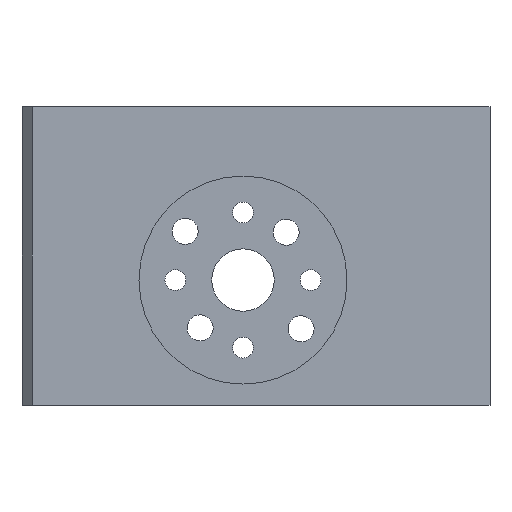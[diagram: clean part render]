
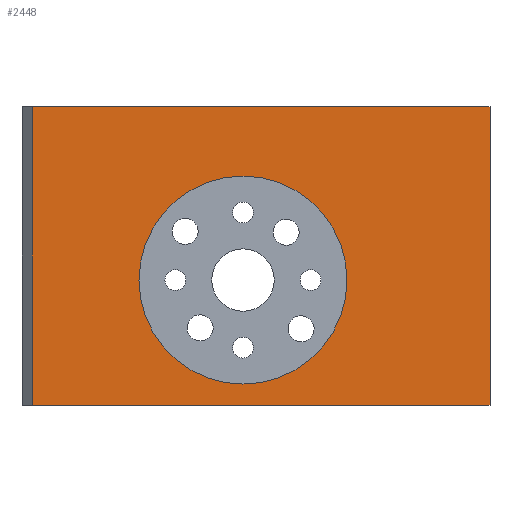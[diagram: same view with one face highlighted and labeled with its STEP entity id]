
A CAD part, left-side view. The second image highlights one B-rep face of the part: STEP entity #2448.
In plain terms, the highlighted planar face has unit normal (-1, 0, 0).
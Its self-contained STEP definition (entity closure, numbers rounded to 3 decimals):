
#142 = PLANE('',#143);
#143 = AXIS2_PLACEMENT_3D('',#144,#145,#146);
#144 = CARTESIAN_POINT('',(-186.118,33.,139.143));
#145 = DIRECTION('',(0.,0.,1.));
#146 = DIRECTION('',(1.,0.,0.));
#845 = PLANE('',#846);
#846 = AXIS2_PLACEMENT_3D('',#847,#848,#849);
#847 = CARTESIAN_POINT('',(-191.587,51.375,
    110.488));
#848 = DIRECTION('',(0.,0.,1.));
#849 = DIRECTION('',(0.,1.,0.));
#973 = PLANE('',#974);
#974 = AXIS2_PLACEMENT_3D('',#975,#976,#977);
#975 = CARTESIAN_POINT('',(-167.27,29.,119.267));
#976 = DIRECTION('',(0.,1.,0.));
#977 = DIRECTION('',(0.,0.,1.));
#1059 = VERTEX_POINT('',#1060);
#1060 = CARTESIAN_POINT('',(-196.,73.,139.143));
#1074 = PLANE('',#1075);
#1075 = AXIS2_PLACEMENT_3D('',#1076,#1077,#1078);
#1076 = CARTESIAN_POINT('',(-195.5,73.5,110.488));
#1077 = DIRECTION('',(0.707,-0.707,0.
    ));
#1078 = DIRECTION('',(0.,0.,1.));
#1086 = EDGE_CURVE('',#1059,#1087,#1089,.T.);
#1087 = VERTEX_POINT('',#1088);
#1088 = CARTESIAN_POINT('',(-196.,29.,139.143));
#1089 = SURFACE_CURVE('',#1090,(#1094,#1101),.PCURVE_S1.);
#1090 = LINE('',#1091,#1092);
#1091 = CARTESIAN_POINT('',(-196.,74.,139.143));
#1092 = VECTOR('',#1093,1.);
#1093 = DIRECTION('',(0.,-1.,0.));
#1094 = PCURVE('',#142,#1095);
#1095 = DEFINITIONAL_REPRESENTATION('',(#1096),#1100);
#1096 = LINE('',#1097,#1098);
#1097 = CARTESIAN_POINT('',(-9.882,41.));
#1098 = VECTOR('',#1099,1.);
#1099 = DIRECTION('',(0.,-1.));
#1100 = ( GEOMETRIC_REPRESENTATION_CONTEXT(2) 
PARAMETRIC_REPRESENTATION_CONTEXT() REPRESENTATION_CONTEXT('2D SPACE',''
  ) );
#1101 = PCURVE('',#1102,#1107);
#1102 = PLANE('',#1103);
#1103 = AXIS2_PLACEMENT_3D('',#1104,#1105,#1106);
#1104 = CARTESIAN_POINT('',(-196.,65.25,139.143));
#1105 = DIRECTION('',(-1.,0.,0.));
#1106 = DIRECTION('',(0.,0.,-1.));
#1107 = DEFINITIONAL_REPRESENTATION('',(#1108),#1112);
#1108 = LINE('',#1109,#1110);
#1109 = CARTESIAN_POINT('',(0.,-8.75));
#1110 = VECTOR('',#1111,1.);
#1111 = DIRECTION('',(0.,1.));
#1112 = ( GEOMETRIC_REPRESENTATION_CONTEXT(2) 
PARAMETRIC_REPRESENTATION_CONTEXT() REPRESENTATION_CONTEXT('2D SPACE',''
  ) );
#2194 = EDGE_CURVE('',#2195,#2197,#2199,.T.);
#2195 = VERTEX_POINT('',#2196);
#2196 = CARTESIAN_POINT('',(-196.,73.,110.488));
#2197 = VERTEX_POINT('',#2198);
#2198 = CARTESIAN_POINT('',(-196.,29.,110.488));
#2199 = SURFACE_CURVE('',#2200,(#2204,#2211),.PCURVE_S1.);
#2200 = LINE('',#2201,#2202);
#2201 = CARTESIAN_POINT('',(-196.,71.,110.488));
#2202 = VECTOR('',#2203,1.);
#2203 = DIRECTION('',(0.,-1.,0.));
#2204 = PCURVE('',#845,#2205);
#2205 = DEFINITIONAL_REPRESENTATION('',(#2206),#2210);
#2206 = LINE('',#2207,#2208);
#2207 = CARTESIAN_POINT('',(19.625,4.413));
#2208 = VECTOR('',#2209,1.);
#2209 = DIRECTION('',(-1.,0.));
#2210 = ( GEOMETRIC_REPRESENTATION_CONTEXT(2) 
PARAMETRIC_REPRESENTATION_CONTEXT() REPRESENTATION_CONTEXT('2D SPACE',''
  ) );
#2211 = PCURVE('',#1102,#2212);
#2212 = DEFINITIONAL_REPRESENTATION('',(#2213),#2217);
#2213 = LINE('',#2214,#2215);
#2214 = CARTESIAN_POINT('',(28.655,-5.75));
#2215 = VECTOR('',#2216,1.);
#2216 = DIRECTION('',(0.,1.));
#2217 = ( GEOMETRIC_REPRESENTATION_CONTEXT(2) 
PARAMETRIC_REPRESENTATION_CONTEXT() REPRESENTATION_CONTEXT('2D SPACE',''
  ) );
#2373 = EDGE_CURVE('',#2197,#1087,#2374,.T.);
#2374 = SURFACE_CURVE('',#2375,(#2379,#2386),.PCURVE_S1.);
#2375 = LINE('',#2376,#2377);
#2376 = CARTESIAN_POINT('',(-196.,29.,110.488));
#2377 = VECTOR('',#2378,1.);
#2378 = DIRECTION('',(0.,0.,1.));
#2379 = PCURVE('',#973,#2380);
#2380 = DEFINITIONAL_REPRESENTATION('',(#2381),#2385);
#2381 = LINE('',#2382,#2383);
#2382 = CARTESIAN_POINT('',(-8.778,-28.729));
#2383 = VECTOR('',#2384,1.);
#2384 = DIRECTION('',(1.,0.));
#2385 = ( GEOMETRIC_REPRESENTATION_CONTEXT(2) 
PARAMETRIC_REPRESENTATION_CONTEXT() REPRESENTATION_CONTEXT('2D SPACE',''
  ) );
#2386 = PCURVE('',#1102,#2387);
#2387 = DEFINITIONAL_REPRESENTATION('',(#2388),#2392);
#2388 = LINE('',#2389,#2390);
#2389 = CARTESIAN_POINT('',(28.655,36.25));
#2390 = VECTOR('',#2391,1.);
#2391 = DIRECTION('',(-1.,0.));
#2392 = ( GEOMETRIC_REPRESENTATION_CONTEXT(2) 
PARAMETRIC_REPRESENTATION_CONTEXT() REPRESENTATION_CONTEXT('2D SPACE',''
  ) );
#2428 = EDGE_CURVE('',#2195,#1059,#2429,.T.);
#2429 = SURFACE_CURVE('',#2430,(#2434,#2441),.PCURVE_S1.);
#2430 = LINE('',#2431,#2432);
#2431 = CARTESIAN_POINT('',(-196.,73.,110.488));
#2432 = VECTOR('',#2433,1.);
#2433 = DIRECTION('',(0.,0.,1.));
#2434 = PCURVE('',#1074,#2435);
#2435 = DEFINITIONAL_REPRESENTATION('',(#2436),#2440);
#2436 = LINE('',#2437,#2438);
#2437 = CARTESIAN_POINT('',(0.,0.707));
#2438 = VECTOR('',#2439,1.);
#2439 = DIRECTION('',(1.,0.));
#2440 = ( GEOMETRIC_REPRESENTATION_CONTEXT(2) 
PARAMETRIC_REPRESENTATION_CONTEXT() REPRESENTATION_CONTEXT('2D SPACE',''
  ) );
#2441 = PCURVE('',#1102,#2442);
#2442 = DEFINITIONAL_REPRESENTATION('',(#2443),#2447);
#2443 = LINE('',#2444,#2445);
#2444 = CARTESIAN_POINT('',(28.655,-7.75));
#2445 = VECTOR('',#2446,1.);
#2446 = DIRECTION('',(-1.,0.));
#2447 = ( GEOMETRIC_REPRESENTATION_CONTEXT(2) 
PARAMETRIC_REPRESENTATION_CONTEXT() REPRESENTATION_CONTEXT('2D SPACE',''
  ) );
#2448 = ADVANCED_FACE('',(#2449,#2455),#1102,.T.);
#2449 = FACE_BOUND('',#2450,.T.);
#2450 = EDGE_LOOP('',(#2451,#2452,#2453,#2454));
#2451 = ORIENTED_EDGE('',*,*,#1086,.F.);
#2452 = ORIENTED_EDGE('',*,*,#2428,.F.);
#2453 = ORIENTED_EDGE('',*,*,#2194,.T.);
#2454 = ORIENTED_EDGE('',*,*,#2373,.T.);
#2455 = FACE_BOUND('',#2456,.T.);
#2456 = EDGE_LOOP('',(#2457));
#2457 = ORIENTED_EDGE('',*,*,#2458,.F.);
#2458 = EDGE_CURVE('',#2459,#2459,#2461,.T.);
#2459 = VERTEX_POINT('',#2460);
#2460 = CARTESIAN_POINT('',(-196.,42.75,122.5));
#2461 = SURFACE_CURVE('',#2462,(#2467,#2474),.PCURVE_S1.);
#2462 = CIRCLE('',#2463,10.);
#2463 = AXIS2_PLACEMENT_3D('',#2464,#2465,#2466);
#2464 = CARTESIAN_POINT('',(-196.,52.75,122.5));
#2465 = DIRECTION('',(-1.,0.,0.));
#2466 = DIRECTION('',(0.,-1.,0.));
#2467 = PCURVE('',#1102,#2468);
#2468 = DEFINITIONAL_REPRESENTATION('',(#2469),#2473);
#2469 = CIRCLE('',#2470,10.);
#2470 = AXIS2_PLACEMENT_2D('',#2471,#2472);
#2471 = CARTESIAN_POINT('',(16.643,12.5));
#2472 = DIRECTION('',(0.,1.));
#2473 = ( GEOMETRIC_REPRESENTATION_CONTEXT(2) 
PARAMETRIC_REPRESENTATION_CONTEXT() REPRESENTATION_CONTEXT('2D SPACE',''
  ) );
#2474 = PCURVE('',#2475,#2480);
#2475 = CYLINDRICAL_SURFACE('',#2476,10.);
#2476 = AXIS2_PLACEMENT_3D('',#2477,#2478,#2479);
#2477 = CARTESIAN_POINT('',(-199.,52.75,122.5));
#2478 = DIRECTION('',(1.,0.,0.));
#2479 = DIRECTION('',(0.,-1.,0.));
#2480 = DEFINITIONAL_REPRESENTATION('',(#2481),#2485);
#2481 = LINE('',#2482,#2483);
#2482 = CARTESIAN_POINT('',(0.,3.));
#2483 = VECTOR('',#2484,1.);
#2484 = DIRECTION('',(-1.,0.));
#2485 = ( GEOMETRIC_REPRESENTATION_CONTEXT(2) 
PARAMETRIC_REPRESENTATION_CONTEXT() REPRESENTATION_CONTEXT('2D SPACE',''
  ) );
